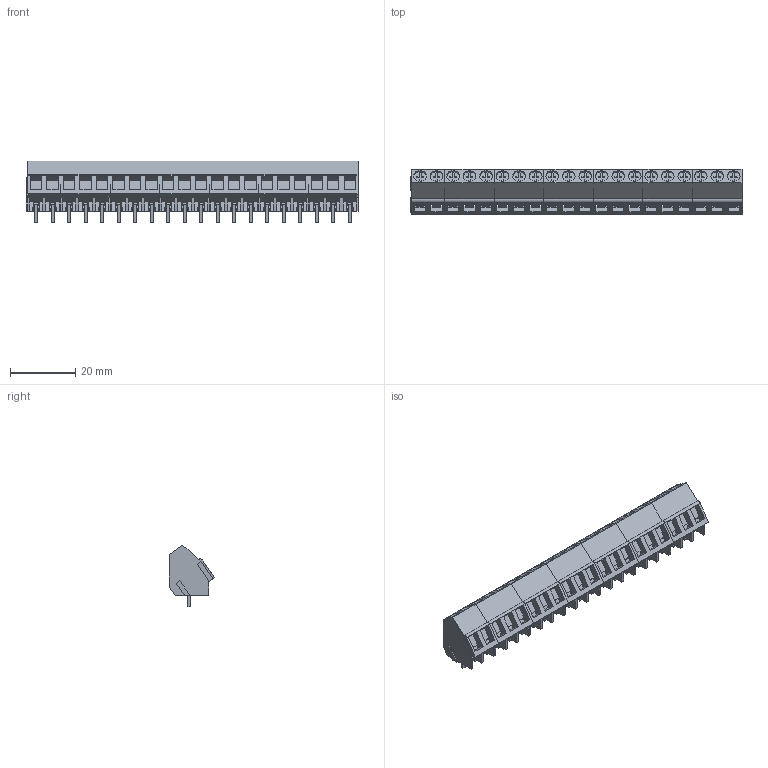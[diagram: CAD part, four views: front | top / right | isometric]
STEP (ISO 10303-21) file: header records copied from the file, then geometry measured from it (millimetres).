
FILE_DESCRIPTION(('CATIA V5 STEP Exchange','CAx-IF Rec.Pracs.--- Model Styling and Organization---1.2---2011-12-15'),'2;1');
FILE_NAME ('D1465169_0_9994710000_9994710000.stp','2018-03-31T05:19:21+00:00',('none'),('Weidmueller'),'CATIA Version 5-6 Release 2014','CATIA V5 STEP AP214','none');
FILE_SCHEMA(('AUTOMOTIVE_DESIGN { 1 0 10303 214 1 1 1 1 }'));
Length unit declared in the file: millimetre
Products named in the file (1): 9994710000
Bounding box: 102.15 x 13.9 x 19 mm (x, y, z)
Volume: 11773.6 mm3; surface area: 13393.2 mm2
Topology: 47 solids, 47 shells, 1629 faces, 4545 edges, 3030 vertices
Faces by surface type: plane 1502, cylinder 127
Entity records: 48978 total; most frequent: ORIENTED_EDGE 9090, CARTESIAN_POINT 8771, DIRECTION 6908, EDGE_CURVE 4545, VECTOR 4211, LINE 4211, VERTEX_POINT 3030, EDGE_LOOP 1689
